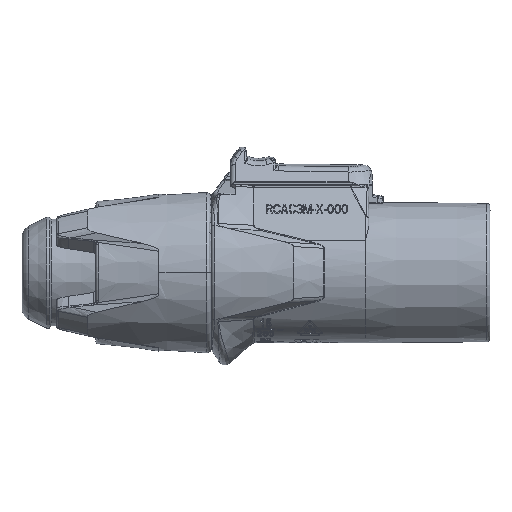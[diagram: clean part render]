
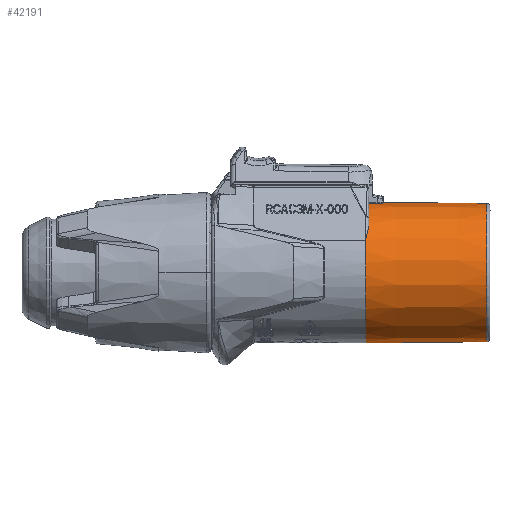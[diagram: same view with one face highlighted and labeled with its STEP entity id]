
A CAD part, top view. The second image highlights one B-rep face of the part: STEP entity #42191.
In plain terms, the highlighted conical face has half-angle 0.573 degrees and reference radius 11.505 mm.
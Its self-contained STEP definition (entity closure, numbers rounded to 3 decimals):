
#27=DIRECTION('',(1.,0.01,0.));
#28=VECTOR('',#27,20.001);
#29=CARTESIAN_POINT('',(-20.495,-11.603,
0.));
#30=LINE('',#29,#28);
#31=DIRECTION('',(-1.,0.01,0.));
#32=VECTOR('',#31,19.506);
#33=CARTESIAN_POINT('',(-0.495,11.405,
0.));
#34=LINE('',#33,#32);
#3717=CARTESIAN_POINT('',(-20.495,0.,0.));
#3718=DIRECTION('',(-1.,0.,0.));
#3719=DIRECTION('',(0.,-1.,0.));
#3720=AXIS2_PLACEMENT_3D('',#3717,#3718,#3719);
#3722=CARTESIAN_POINT('',(-20.496,5.362,10.288));
#3723=CARTESIAN_POINT('',(-20.492,5.453,10.24));
#3724=CARTESIAN_POINT('',(-20.471,5.642,10.14));
#3725=CARTESIAN_POINT('',(-20.404,5.955,9.97));
#3726=CARTESIAN_POINT('',(-20.306,6.289,9.765));
#3727=CARTESIAN_POINT('',(-20.2,6.646,9.512));
#3728=CARTESIAN_POINT('',(-20.117,7.041,9.218));
#3729=CARTESIAN_POINT('',(-20.053,7.441,8.905));
#3730=CARTESIAN_POINT('',(-20.01,7.814,8.584));
#3731=CARTESIAN_POINT('',(-20.,8.019,8.386));
#3732=CARTESIAN_POINT('',(-20.,8.114,8.29));
#3734=CARTESIAN_POINT('',(-20.,0.,0.));
#3735=DIRECTION('',(-1.,0.,0.));
#3736=DIRECTION('',(0.,0.962,0.274));
#3737=AXIS2_PLACEMENT_3D('',#3734,#3735,#3736);
#5476=CARTESIAN_POINT('',(-20.,0.,0.));
#5477=DIRECTION('',(1.,0.,0.));
#5478=DIRECTION('',(0.,0.962,0.274));
#5479=AXIS2_PLACEMENT_3D('',#5476,#5477,#5478);
#15960=CARTESIAN_POINT('',(-0.495,0.,0.));
#15961=DIRECTION('',(-1.,0.,0.));
#15962=DIRECTION('',(0.,-1.,0.));
#15963=AXIS2_PLACEMENT_3D('',#15960,#15961,#15962);
#15965=CARTESIAN_POINT('',(-0.495,0.,0.));
#15966=DIRECTION('',(-1.,0.,0.));
#15967=DIRECTION('',(0.,1.,0.011));
#15968=AXIS2_PLACEMENT_3D('',#15965,#15966,#15967);
#33875=CARTESIAN_POINT('',(-20.495,-11.605,0.));
#33877=VERTEX_POINT('',#33875);
#33878=CARTESIAN_POINT('',(-0.495,-11.405,
0.));
#33879=VERTEX_POINT('',#33878);
#33882=CARTESIAN_POINT('',(-0.495,11.405,0.));
#33883=VERTEX_POINT('',#33882);
#33884=CARTESIAN_POINT('',(-20.,11.6,0.));
#33885=VERTEX_POINT('',#33884);
#33908=CARTESIAN_POINT('',(-20.496,5.362,
10.288));
#33909=VERTEX_POINT('',#33908);
#34937=CARTESIAN_POINT('',(-20.,11.157,3.174));
#34938=VERTEX_POINT('',#34937);
#34943=VERTEX_POINT('',#3732);
#34944=CARTESIAN_POINT('',(-0.495,11.404,
0.125));
#34945=VERTEX_POINT('',#34944);
#42172=CARTESIAN_POINT('',(-10.495,0.,0.));
#42173=DIRECTION('',(-1.,0.,0.));
#42174=DIRECTION('',(0.,1.,0.));
#42175=AXIS2_PLACEMENT_3D('',#42172,#42173,#42174);
#42176=CONICAL_SURFACE('',#42175,11.505,0.573);
#42177=ORIENTED_EDGE('',*,*,#40662,.T.);
#42179=ORIENTED_EDGE('',*,*,#42178,.T.);
#42181=ORIENTED_EDGE('',*,*,#42180,.F.);
#42182=ORIENTED_EDGE('',*,*,#42147,.T.);
#42183=ORIENTED_EDGE('',*,*,#40606,.F.);
#42185=ORIENTED_EDGE('',*,*,#42184,.F.);
#42187=ORIENTED_EDGE('',*,*,#42186,.F.);
#42188=ORIENTED_EDGE('',*,*,#40600,.F.);
#42189=EDGE_LOOP('',(#42177,#42179,#42181,#42182,#42183,#42185,#42187,#42188));
#42190=FACE_OUTER_BOUND('',#42189,.F.);
#3721=CIRCLE('',#3720,11.605);
#3733=B_SPLINE_CURVE_WITH_KNOTS('',3,(#3722,#3723,#3724,#3725,#3726,#3727,#3728,
#3729,#3730,#3731,#3732),.UNSPECIFIED.,.F.,.F.,(4,1,1,1,1,1,1,1,4),(0.,
0.125,0.25,0.375,0.5,0.625,0.75,0.875,1.),.UNSPECIFIED.);
#3738=CIRCLE('',#3737,11.6);
#5480=CIRCLE('',#5479,11.6);
#15964=CIRCLE('',#15963,11.405);
#15969=CIRCLE('',#15968,11.405);
#40600=EDGE_CURVE('',#33877,#33879,#30,.T.);
#40606=EDGE_CURVE('',#33883,#33885,#34,.T.);
#40662=EDGE_CURVE('',#33877,#33909,#3721,.T.);
#42147=EDGE_CURVE('',#34938,#33885,#3738,.T.);
#42178=EDGE_CURVE('',#33909,#34943,#3733,.T.);
#42180=EDGE_CURVE('',#34938,#34943,#5480,.T.);
#42184=EDGE_CURVE('',#34945,#33883,#15969,.T.);
#42186=EDGE_CURVE('',#33879,#34945,#15964,.T.);
#42191=ADVANCED_FACE('',(#42190),#42176,.T.);
